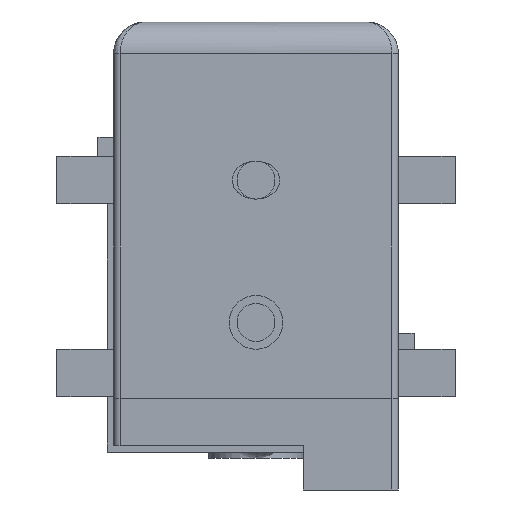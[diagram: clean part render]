
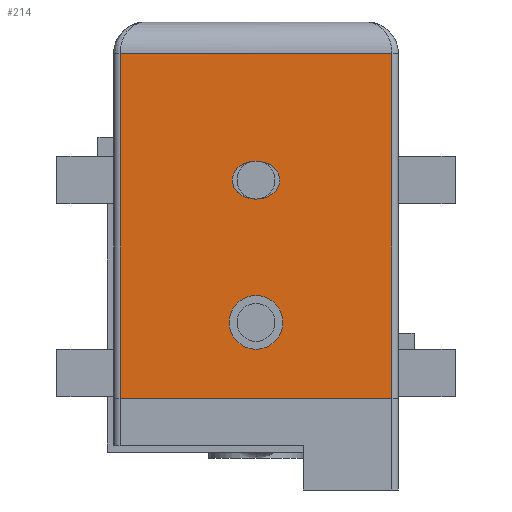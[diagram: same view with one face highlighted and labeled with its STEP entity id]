
A CAD part, front view. The second image highlights one B-rep face of the part: STEP entity #214.
In plain terms, the highlighted planar face has unit normal (0, -1, 0).
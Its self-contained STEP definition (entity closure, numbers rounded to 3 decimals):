
#214=ADVANCED_FACE('NONE',(#524,#525,#526),#527,.T.);
#524=FACE_OUTER_BOUND('',#962,.T.);
#525=FACE_BOUND('',#963,.T.);
#526=FACE_BOUND('',#964,.T.);
#527=PLANE('',#965);
#962=EDGE_LOOP('',(#1602,#1603,#1604,#1605));
#963=EDGE_LOOP('',(#1606,#1607));
#964=EDGE_LOOP('',(#1608,#1609));
#965=AXIS2_PLACEMENT_3D('',#1610,#1611,#1612);
#1602=ORIENTED_EDGE('',*,*,#2616,.T.);
#1603=ORIENTED_EDGE('',*,*,#2617,.T.);
#1604=ORIENTED_EDGE('',*,*,#2618,.T.);
#1605=ORIENTED_EDGE('',*,*,#2619,.T.);
#1606=ORIENTED_EDGE('',*,*,#2620,.F.);
#1607=ORIENTED_EDGE('',*,*,#2585,.F.);
#1608=ORIENTED_EDGE('',*,*,#2621,.F.);
#1609=ORIENTED_EDGE('',*,*,#2575,.F.);
#1610=CARTESIAN_POINT('',(-4.5,0.,-11.9));
#1611=DIRECTION('',(0.0,-1.0,0.0));
#1612=DIRECTION('',(0.0,0.0,-1.0));
#2575=EDGE_CURVE('NONE',#3033,#3035,#3036,.T.);
#2585=EDGE_CURVE('NONE',#3050,#3052,#3053,.T.);
#2616=EDGE_CURVE('NONE',#3109,#3110,#3111,.T.);
#2617=EDGE_CURVE('NONE',#3110,#3112,#3113,.T.);
#2618=EDGE_CURVE('NONE',#3112,#3114,#3115,.T.);
#2619=EDGE_CURVE('NONE',#3114,#3109,#3116,.T.);
#2620=EDGE_CURVE('NONE',#3052,#3050,#3117,.T.);
#2621=EDGE_CURVE('NONE',#3035,#3033,#3118,.T.);
#3033=VERTEX_POINT('NONE',#3720);
#3035=VERTEX_POINT('NONE',#3723);
#3036=CIRCLE('',#3724,0.85);
#3050=VERTEX_POINT('NONE',#3751);
#3052=VERTEX_POINT('NONE',#3754);
#3053=(B_SPLINE_CURVE(3,(#3756,#3757,#3758,#3759),.UNSPECIFIED.,.F.,.F.)B_SPLINE_CURVE_WITH_KNOTS((4,4),(3.142,6.283),.UNSPECIFIED.)RATIONAL_B_SPLINE_CURVE((1.0,0.333,0.333,1.0))BOUNDED_CURVE()REPRESENTATION_ITEM('')GEOMETRIC_REPRESENTATION_ITEM()CURVE());
#3109=VERTEX_POINT('NONE',#3852);
#3110=VERTEX_POINT('NONE',#3853);
#3111=LINE('',#3854,#3855);
#3112=VERTEX_POINT('NONE',#3856);
#3113=LINE('',#3857,#3858);
#3114=VERTEX_POINT('NONE',#3859);
#3115=LINE('',#3860,#3861);
#3116=LINE('',#3862,#3863);
#3117=(B_SPLINE_CURVE(3,(#3865,#3866,#3867,#3868),.UNSPECIFIED.,.F.,.F.)B_SPLINE_CURVE_WITH_KNOTS((4,4),(0.0,3.142),.UNSPECIFIED.)RATIONAL_B_SPLINE_CURVE((1.0,0.333,0.333,1.0))BOUNDED_CURVE()REPRESENTATION_ITEM('')GEOMETRIC_REPRESENTATION_ITEM()CURVE());
#3118=CIRCLE('',#3875,0.85);
#3720=CARTESIAN_POINT('',(0.,0.0,-10.35));
#3723=CARTESIAN_POINT('',(0.0,0.0,-8.65));
#3724=AXIS2_PLACEMENT_3D('',#4686,#4687,#4688);
#3751=CARTESIAN_POINT('',(-0.75,0.0,-5.0));
#3754=CARTESIAN_POINT('',(0.75,0.0,-5.0));
#3756=CARTESIAN_POINT('',(-0.75,0.0,-5.0));
#3757=CARTESIAN_POINT('',(-0.75,0.0,-6.2));
#3758=CARTESIAN_POINT('',(0.75,0.0,-6.2));
#3759=CARTESIAN_POINT('',(0.75,0.0,-5.0));
#3852=CARTESIAN_POINT('',(-4.3,0.,-11.9));
#3853=CARTESIAN_POINT('',(4.3,0.,-11.9));
#3854=CARTESIAN_POINT('',(-4.5,0.,-11.9));
#3855=VECTOR('',#4732,1000.0);
#3856=CARTESIAN_POINT('',(4.3,0.,-1.0));
#3857=CARTESIAN_POINT('',(4.3,0.,-11.9));
#3858=VECTOR('',#4733,1000.0);
#3859=CARTESIAN_POINT('',(-4.3,0.,-1.0));
#3860=CARTESIAN_POINT('',(-4.5,0.,-1.0));
#3861=VECTOR('',#4734,1000.0);
#3862=CARTESIAN_POINT('',(-4.3,0.,-11.9));
#3863=VECTOR('',#4735,1000.0);
#3865=CARTESIAN_POINT('',(0.75,0.0,-5.0));
#3866=CARTESIAN_POINT('',(0.75,0.0,-3.8));
#3867=CARTESIAN_POINT('',(-0.75,0.0,-3.8));
#3868=CARTESIAN_POINT('',(-0.75,0.0,-5.0));
#3875=AXIS2_PLACEMENT_3D('',#4736,#4737,#4738);
#4686=CARTESIAN_POINT('',(0.0,0.0,-9.5));
#4687=DIRECTION('',(0.0,-1.0,0.0));
#4688=DIRECTION('',(0.0,0.0,-1.0));
#4732=DIRECTION('',(1.0,0.0,0.0));
#4733=DIRECTION('',(0.0,0.0,1.0));
#4734=DIRECTION('',(-1.0,-0.0,-0.0));
#4735=DIRECTION('',(-0.0,-0.0,-1.0));
#4736=CARTESIAN_POINT('',(0.0,0.0,-9.5));
#4737=DIRECTION('',(0.0,-1.0,0.0));
#4738=DIRECTION('',(0.0,0.0,-1.0));
